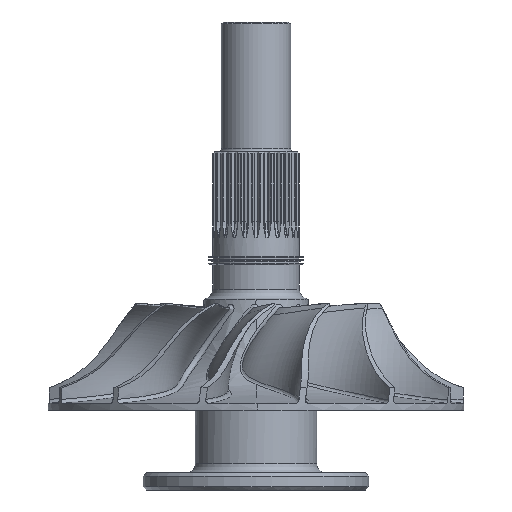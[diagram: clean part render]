
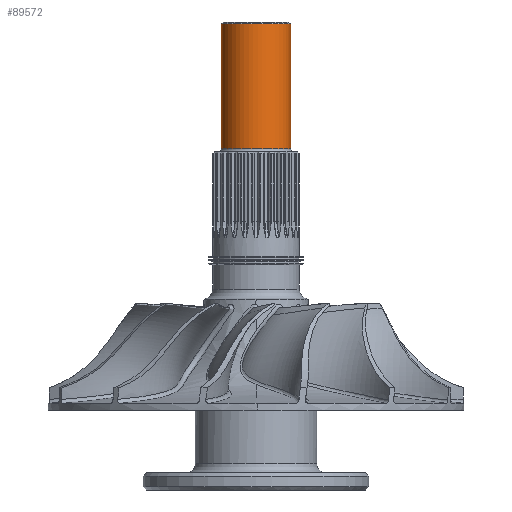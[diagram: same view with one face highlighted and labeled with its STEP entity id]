
A CAD part, left-side view. The second image highlights one B-rep face of the part: STEP entity #89572.
In plain terms, the highlighted free-form (B-spline) face has degree [2, 1] with [5, 2] control points.
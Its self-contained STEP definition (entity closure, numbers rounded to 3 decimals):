
#20070 = EDGE_CURVE('',#20071,#20073,#20075,.T.);
#20071 = VERTEX_POINT('',#20072);
#20072 = CARTESIAN_POINT('',(0.,27.321,
    299.169));
#20073 = VERTEX_POINT('',#20074);
#20074 = CARTESIAN_POINT('',(0.,27.321,
    200.812));
#20075 = B_SPLINE_CURVE_WITH_KNOTS('',1,(#20076,#20077),.UNSPECIFIED.,
  .F.,.F.,(2,2),(0.,72.),.PIECEWISE_BEZIER_KNOTS.);
#20076 = CARTESIAN_POINT('',(0.,27.321,
    299.169));
#20077 = CARTESIAN_POINT('',(0.,27.321,
    200.812));
#20080 = VERTEX_POINT('',#20081);
#20081 = CARTESIAN_POINT('',(0.,-27.321,
    200.812));
#20089 = EDGE_CURVE('',#20080,#20090,#20092,.T.);
#20090 = VERTEX_POINT('',#20091);
#20091 = CARTESIAN_POINT('',(0.,-27.321,
    299.169));
#20092 = B_SPLINE_CURVE_WITH_KNOTS('',1,(#20093,#20094),.UNSPECIFIED.,
  .F.,.F.,(2,2),(0.,72.),.PIECEWISE_BEZIER_KNOTS.);
#20093 = CARTESIAN_POINT('',(0.,-27.321,
    200.812));
#20094 = CARTESIAN_POINT('',(0.,-27.321,
    299.169));
#89331 = EDGE_CURVE('',#20073,#20080,#89332,.T.);
#89332 = ( BOUNDED_CURVE() B_SPLINE_CURVE(2,(#89333,#89334,#89335,#89336
,#89337),.UNSPECIFIED.,.F.,.F.) B_SPLINE_CURVE_WITH_KNOTS((3,2,3),(0.,
1.571,3.142),.PIECEWISE_BEZIER_KNOTS.) CURVE() 
GEOMETRIC_REPRESENTATION_ITEM() RATIONAL_B_SPLINE_CURVE((1.,
0.707,1.,0.707,1.)) REPRESENTATION_ITEM('') );
#89333 = CARTESIAN_POINT('',(0.,27.321,
    200.812));
#89334 = CARTESIAN_POINT('',(-27.321,27.321,
    200.812));
#89335 = CARTESIAN_POINT('',(-27.321,0.,
    200.812));
#89336 = CARTESIAN_POINT('',(-27.321,-27.321,
    200.812));
#89337 = CARTESIAN_POINT('',(0.,-27.321,
    200.812));
#89364 = EDGE_CURVE('',#20071,#20090,#89365,.T.);
#89365 = ( BOUNDED_CURVE() B_SPLINE_CURVE(2,(#89366,#89367,#89368,#89369
,#89370),.UNSPECIFIED.,.F.,.F.) B_SPLINE_CURVE_WITH_KNOTS((3,2,3),(0.,
1.571,3.142),.PIECEWISE_BEZIER_KNOTS.) CURVE() 
GEOMETRIC_REPRESENTATION_ITEM() RATIONAL_B_SPLINE_CURVE((1.,
0.707,1.,0.707,1.)) REPRESENTATION_ITEM('') );
#89366 = CARTESIAN_POINT('',(0.,27.321,
    299.169));
#89367 = CARTESIAN_POINT('',(-27.321,27.321,
    299.169));
#89368 = CARTESIAN_POINT('',(-27.321,0.,
    299.169));
#89369 = CARTESIAN_POINT('',(-27.321,-27.321,
    299.169));
#89370 = CARTESIAN_POINT('',(0.,-27.321,
    299.169));
#89572 = ADVANCED_FACE('',(#89573),#89579,.F.);
#89573 = FACE_BOUND('',#89574,.F.);
#89574 = EDGE_LOOP('',(#89575,#89576,#89577,#89578));
#89575 = ORIENTED_EDGE('',*,*,#89364,.T.);
#89576 = ORIENTED_EDGE('',*,*,#20089,.F.);
#89577 = ORIENTED_EDGE('',*,*,#89331,.F.);
#89578 = ORIENTED_EDGE('',*,*,#20070,.F.);
#89579 = ( BOUNDED_SURFACE() B_SPLINE_SURFACE(2,1,(
    (#89580,#89581)
    ,(#89582,#89583)
    ,(#89584,#89585)
    ,(#89586,#89587)
    ,(#89588,#89589
)),.UNSPECIFIED.,.F.,.F.,.F.) B_SPLINE_SURFACE_WITH_KNOTS((3,2,3),(2,2),
  (3.142,4.712,6.283),(0.,72.),
.PIECEWISE_BEZIER_KNOTS.) GEOMETRIC_REPRESENTATION_ITEM() 
RATIONAL_B_SPLINE_SURFACE((
    (1.,1.)
    ,(0.707,0.707)
    ,(1.,1.)
    ,(0.707,0.707)
,(1.,1.))) REPRESENTATION_ITEM('') SURFACE() );
#89580 = CARTESIAN_POINT('',(0.,-27.321,
    200.812));
#89581 = CARTESIAN_POINT('',(0.,-27.321,
    299.169));
#89582 = CARTESIAN_POINT('',(-27.321,-27.321,
    200.812));
#89583 = CARTESIAN_POINT('',(-27.321,-27.321,
    299.169));
#89584 = CARTESIAN_POINT('',(-27.321,0.,
    200.812));
#89585 = CARTESIAN_POINT('',(-27.321,0.,
    299.169));
#89586 = CARTESIAN_POINT('',(-27.321,27.321,
    200.812));
#89587 = CARTESIAN_POINT('',(-27.321,27.321,
    299.169));
#89588 = CARTESIAN_POINT('',(0.,27.321,
    200.812));
#89589 = CARTESIAN_POINT('',(0.,27.321,
    299.169));
